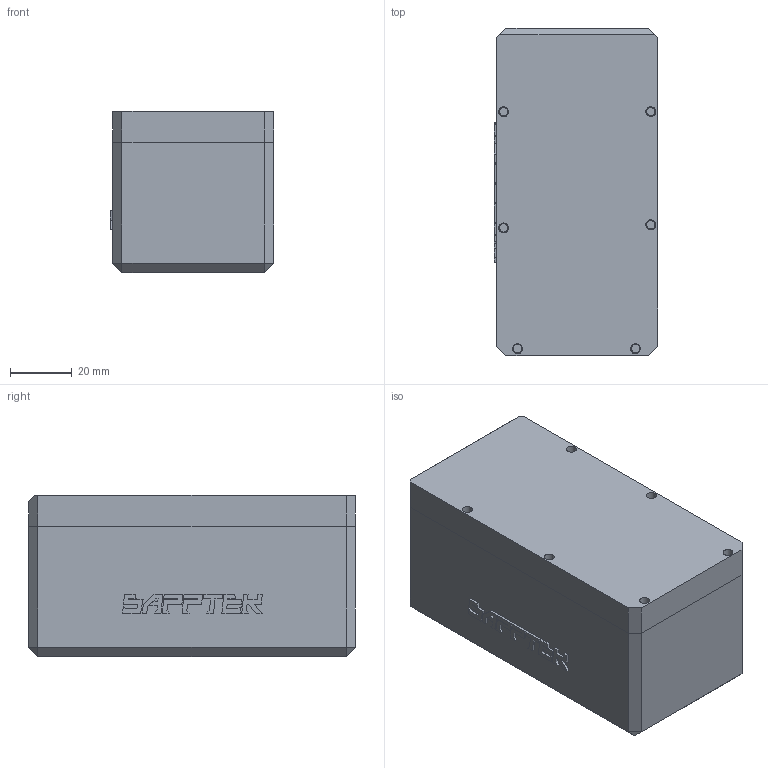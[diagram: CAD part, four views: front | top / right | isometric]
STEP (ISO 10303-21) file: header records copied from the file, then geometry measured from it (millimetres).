
FILE_DESCRIPTION(/* description */ (''),/* implementation_level */ '2;1');
FILE_NAME(/* name */ 'Final Case.step',/* time_stamp */ '2026-01-26T01:32:01+05:30',/* author */ (''),/* organization */ (''),/* preprocessor_version */ 'ST-DEVELOPER v20.1',/* originating_system */ 'Autodesk Translation Framework v14.24.0.0',/* authorisation */ '');
FILE_SCHEMA (('AUTOMOTIVE_DESIGN { 1 0 10303 214 3 1 1 }'));
Length unit declared in the file: millimetre
Products named in the file (1): Final Case
Bounding box: 52.8 x 105.5 x 52 mm (x, y, z)
Volume: 73311.4 mm3; surface area: 51627.7 mm2
Topology: 2 solids, 2 shells, 302 faces, 799 edges, 522 vertices
Faces by surface type: plane 253, cylinder 47, sphere 2
Full cylindrical faces by diameter (mm): 2.7 x6, 3.2 x6
Entity records: 9255 total; most frequent: CARTESIAN_POINT 1624, ORIENTED_EDGE 1598, DIRECTION 1485, EDGE_CURVE 799, LINE 719, VECTOR 719, VERTEX_POINT 522, AXIS2_PLACEMENT_3D 383
